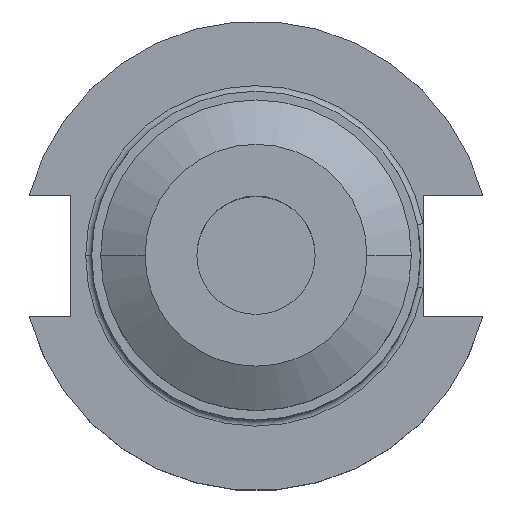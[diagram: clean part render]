
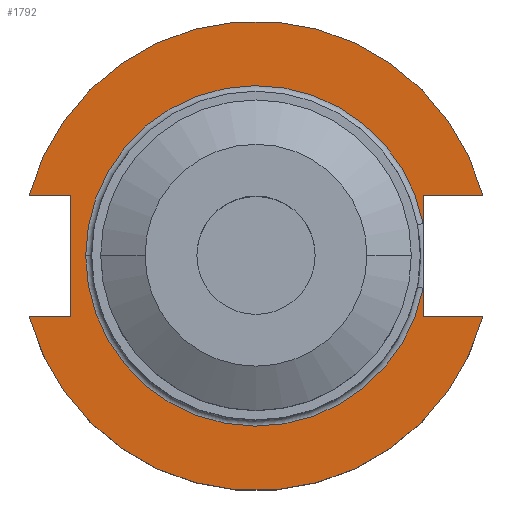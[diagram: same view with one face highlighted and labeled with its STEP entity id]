
A CAD part, top view. The second image highlights one B-rep face of the part: STEP entity #1792.
In plain terms, the highlighted planar face has unit normal (0, 0, 1).
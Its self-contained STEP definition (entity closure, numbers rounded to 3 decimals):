
#8 = VECTOR ( 'NONE', #196, 1000. ) ;
#11 = CARTESIAN_POINT ( 'NONE',  ( 22.606, 22.225, 19.05 ) ) ;
#15 = PLANE ( 'NONE',  #1796 ) ;
#42 = CARTESIAN_POINT ( 'NONE',  ( 0., -8.191, 19.05 ) ) ;
#69 = CARTESIAN_POINT ( 'NONE',  ( 22.606, 4.373, 19.05 ) ) ;
#98 = AXIS2_PLACEMENT_3D ( 'NONE', #1770, #590, #875 ) ;
#102 = ORIENTED_EDGE ( 'NONE', *, *, #262, .F. ) ;
#146 = DIRECTION ( 'NONE',  ( 0., 0., -1. ) ) ;
#157 = VECTOR ( 'NONE', #618, 1000. ) ;
#196 = DIRECTION ( 'NONE',  ( 1., 0., 0. ) ) ;
#214 = CIRCLE ( 'NONE', #495, 23.025 ) ;
#231 = DIRECTION ( 'NONE',  ( 1., 0., 0. ) ) ;
#254 = EDGE_CURVE ( 'NONE', #889, #385, #959, .T. ) ;
#262 = EDGE_CURVE ( 'NONE', #1069, #899, #911, .T. ) ;
#266 = EDGE_CURVE ( 'NONE', #889, #315, #478, .T. ) ;
#312 = DIRECTION ( 'NONE',  ( -1., 0., 0. ) ) ;
#315 = VERTEX_POINT ( 'NONE', #1071 ) ;
#325 = DIRECTION ( 'NONE',  ( -1., 0., 0. ) ) ;
#368 = VERTEX_POINT ( 'NONE', #677 ) ;
#376 = CARTESIAN_POINT ( 'NONE',  ( 0., 0., 19.05 ) ) ;
#385 = VERTEX_POINT ( 'NONE', #1846 ) ;
#396 = LINE ( 'NONE', #470, #8 ) ;
#408 = ORIENTED_EDGE ( 'NONE', *, *, #1187, .T. ) ;
#415 = CIRCLE ( 'NONE', #1314, 31.75 ) ;
#420 = EDGE_CURVE ( 'NONE', #1592, #899, #1371, .T. ) ;
#455 = ORIENTED_EDGE ( 'NONE', *, *, #1160, .T. ) ;
#470 = CARTESIAN_POINT ( 'NONE',  ( -61.091, 8.191, 19.05 ) ) ;
#473 = CARTESIAN_POINT ( 'NONE',  ( 0., 0., 19.05 ) ) ;
#476 = ORIENTED_EDGE ( 'NONE', *, *, #1022, .T. ) ;
#478 = LINE ( 'NONE', #42, #493 ) ;
#493 = VECTOR ( 'NONE', #231, 1000. ) ;
#495 = AXIS2_PLACEMENT_3D ( 'NONE', #1605, #146, #312 ) ;
#534 = VECTOR ( 'NONE', #764, 1000. ) ;
#536 = EDGE_CURVE ( 'NONE', #368, #842, #214, .T. ) ;
#537 = VECTOR ( 'NONE', #1839, 1000. ) ;
#566 = EDGE_LOOP ( 'NONE', ( #664, #971, #1441, #455, #1243, #1005, #476, #1151, #102, #408, #850 ) ) ;
#576 = CIRCLE ( 'NONE', #98, 31.75 ) ;
#590 = DIRECTION ( 'NONE',  ( 0., 0., 1. ) ) ;
#618 = DIRECTION ( 'NONE',  ( 1., 0., 0. ) ) ;
#664 = ORIENTED_EDGE ( 'NONE', *, *, #254, .T. ) ;
#668 = CARTESIAN_POINT ( 'NONE',  ( -30.675, -8.191, 19.05 ) ) ;
#677 = CARTESIAN_POINT ( 'NONE',  ( -23.025, 0., 19.05 ) ) ;
#716 = CARTESIAN_POINT ( 'NONE',  ( 0., 22.225, 19.05 ) ) ;
#764 = DIRECTION ( 'NONE',  ( 0., 1., 0. ) ) ;
#781 = DIRECTION ( 'NONE',  ( 0., 0., -1. ) ) ;
#838 = EDGE_CURVE ( 'NONE', #1247, #1381, #1649, .T. ) ;
#840 = FACE_OUTER_BOUND ( 'NONE', #566, .T. ) ;
#842 = VERTEX_POINT ( 'NONE', #69 ) ;
#850 = ORIENTED_EDGE ( 'NONE', *, *, #266, .F. ) ;
#875 = DIRECTION ( 'NONE',  ( 1., 0., 0. ) ) ;
#889 = VERTEX_POINT ( 'NONE', #1624 ) ;
#899 = VERTEX_POINT ( 'NONE', #1615 ) ;
#900 = AXIS2_PLACEMENT_3D ( 'NONE', #376, #781, #1387 ) ;
#911 = LINE ( 'NONE', #1500, #157 ) ;
#959 = LINE ( 'NONE', #1040, #534 ) ;
#971 = ORIENTED_EDGE ( 'NONE', *, *, #1200, .T. ) ;
#988 = CARTESIAN_POINT ( 'NONE',  ( -25.091, 8.191, 19.05 ) ) ;
#989 = DIRECTION ( 'NONE',  ( 0., 1., 0. ) ) ;
#1005 = ORIENTED_EDGE ( 'NONE', *, *, #1848, .T. ) ;
#1015 = DIRECTION ( 'NONE',  ( 0., 0., -1. ) ) ;
#1022 = EDGE_CURVE ( 'NONE', #1729, #1592, #396, .T. ) ;
#1040 = CARTESIAN_POINT ( 'NONE',  ( 22.606, 22.225, 19.05 ) ) ;
#1053 = VECTOR ( 'NONE', #989, 1000. ) ;
#1069 = VERTEX_POINT ( 'NONE', #668 ) ;
#1071 = CARTESIAN_POINT ( 'NONE',  ( 30.675, -8.191, 19.05 ) ) ;
#1146 = LINE ( 'NONE', #11, #1053 ) ;
#1151 = ORIENTED_EDGE ( 'NONE', *, *, #420, .T. ) ;
#1160 = EDGE_CURVE ( 'NONE', #842, #1381, #1146, .T. ) ;
#1187 = EDGE_CURVE ( 'NONE', #1069, #315, #415, .T. ) ;
#1200 = EDGE_CURVE ( 'NONE', #385, #368, #1838, .T. ) ;
#1232 = DIRECTION ( 'NONE',  ( -1., 0., 0. ) ) ;
#1243 = ORIENTED_EDGE ( 'NONE', *, *, #838, .F. ) ;
#1247 = VERTEX_POINT ( 'NONE', #1706 ) ;
#1255 = VECTOR ( 'NONE', #1232, 1000. ) ;
#1314 = AXIS2_PLACEMENT_3D ( 'NONE', #473, #1531, #1377 ) ;
#1371 = LINE ( 'NONE', #1717, #537 ) ;
#1372 = CARTESIAN_POINT ( 'NONE',  ( 0., 8.191, 19.05 ) ) ;
#1377 = DIRECTION ( 'NONE',  ( 1., 0., 0. ) ) ;
#1381 = VERTEX_POINT ( 'NONE', #1475 ) ;
#1387 = DIRECTION ( 'NONE',  ( -1., 0., 0. ) ) ;
#1441 = ORIENTED_EDGE ( 'NONE', *, *, #536, .T. ) ;
#1475 = CARTESIAN_POINT ( 'NONE',  ( 22.606, 8.191, 19.05 ) ) ;
#1500 = CARTESIAN_POINT ( 'NONE',  ( -61.091, -8.191, 19.05 ) ) ;
#1531 = DIRECTION ( 'NONE',  ( 0., 0., 1. ) ) ;
#1545 = CARTESIAN_POINT ( 'NONE',  ( -30.675, 8.191, 19.05 ) ) ;
#1592 = VERTEX_POINT ( 'NONE', #988 ) ;
#1605 = CARTESIAN_POINT ( 'NONE',  ( 0., 0., 19.05 ) ) ;
#1615 = CARTESIAN_POINT ( 'NONE',  ( -25.091, -8.191, 19.05 ) ) ;
#1624 = CARTESIAN_POINT ( 'NONE',  ( 22.606, -8.191, 19.05 ) ) ;
#1649 = LINE ( 'NONE', #1372, #1255 ) ;
#1706 = CARTESIAN_POINT ( 'NONE',  ( 30.675, 8.191, 19.05 ) ) ;
#1717 = CARTESIAN_POINT ( 'NONE',  ( -25.091, 8.191, 19.05 ) ) ;
#1729 = VERTEX_POINT ( 'NONE', #1545 ) ;
#1770 = CARTESIAN_POINT ( 'NONE',  ( 0., 0., 19.05 ) ) ;
#1792 = ADVANCED_FACE ( 'NONE', ( #840 ), #15, .F. ) ;
#1796 = AXIS2_PLACEMENT_3D ( 'NONE', #716, #1015, #325 ) ;
#1838 = CIRCLE ( 'NONE', #900, 23.025 ) ;
#1839 = DIRECTION ( 'NONE',  ( 0., -1., 0. ) ) ;
#1846 = CARTESIAN_POINT ( 'NONE',  ( 22.606, -4.373, 19.05 ) ) ;
#1848 = EDGE_CURVE ( 'NONE', #1247, #1729, #576, .T. ) ;
